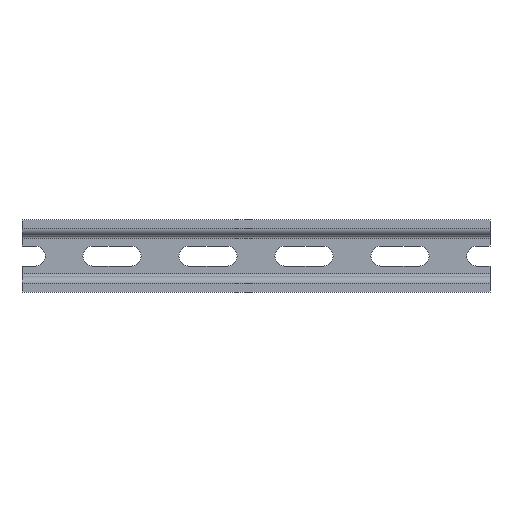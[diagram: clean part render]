
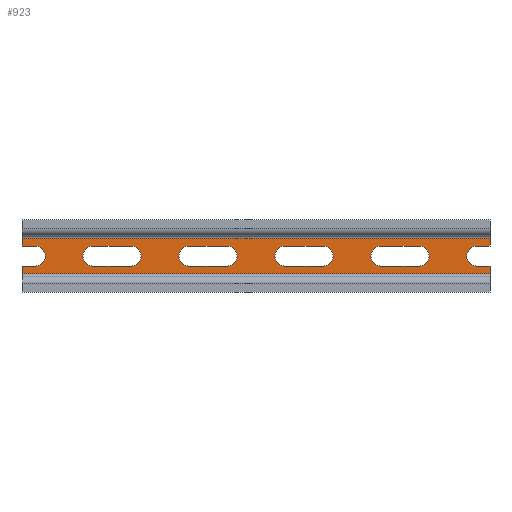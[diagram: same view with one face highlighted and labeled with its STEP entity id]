
A CAD part, top view. The second image highlights one B-rep face of the part: STEP entity #923.
In plain terms, the highlighted planar face has unit normal (0, 0, 1).
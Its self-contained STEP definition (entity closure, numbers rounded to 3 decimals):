
#19=FACE_BOUND('',#134,.T.);
#20=FACE_BOUND('',#135,.T.);
#21=FACE_BOUND('',#136,.T.);
#22=FACE_BOUND('',#137,.T.);
#83=FACE_OUTER_BOUND('',#133,.T.);
#133=EDGE_LOOP('',(#813,#814,#815,#816,#817,#818,#819,#820,#821,#822,#823,
#824));
#134=EDGE_LOOP('',(#825,#826,#827,#828));
#135=EDGE_LOOP('',(#829,#830,#831,#832));
#136=EDGE_LOOP('',(#833,#834,#835,#836));
#137=EDGE_LOOP('',(#837,#838,#839,#840));
#147=LINE('',#1313,#243);
#152=LINE('',#1330,#248);
#160=LINE('',#1355,#256);
#170=LINE('',#1384,#266);
#193=LINE('',#1451,#289);
#200=LINE('',#1464,#296);
#201=LINE('',#1470,#297);
#205=LINE('',#1479,#301);
#207=LINE('',#1486,#303);
#211=LINE('',#1495,#307);
#213=LINE('',#1502,#309);
#217=LINE('',#1511,#313);
#219=LINE('',#1518,#315);
#223=LINE('',#1527,#319);
#225=LINE('',#1533,#321);
#228=LINE('',#1538,#324);
#233=LINE('',#1550,#329);
#234=LINE('',#1552,#330);
#243=VECTOR('',#1045,10.);
#248=VECTOR('',#1058,10.);
#256=VECTOR('',#1076,10.);
#266=VECTOR('',#1096,10.);
#289=VECTOR('',#1159,10.);
#296=VECTOR('',#1176,10.);
#297=VECTOR('',#1183,10.);
#301=VECTOR('',#1193,10.);
#303=VECTOR('',#1201,10.);
#307=VECTOR('',#1211,10.);
#309=VECTOR('',#1219,10.);
#313=VECTOR('',#1229,10.);
#315=VECTOR('',#1237,10.);
#319=VECTOR('',#1247,10.);
#321=VECTOR('',#1255,10.);
#324=VECTOR('',#1260,10.);
#329=VECTOR('',#1279,10.);
#330=VECTOR('',#1282,10.);
#359=CIRCLE('',#991,2.1);
#360=CIRCLE('',#994,2.1);
#361=CIRCLE('',#997,2.1);
#362=CIRCLE('',#1000,2.1);
#363=CIRCLE('',#1003,2.1);
#364=CIRCLE('',#1006,2.1);
#365=CIRCLE('',#1009,2.1);
#366=CIRCLE('',#1012,2.1);
#367=CIRCLE('',#1015,2.1);
#368=CIRCLE('',#1019,2.1);
#378=VERTEX_POINT('',#1310);
#379=VERTEX_POINT('',#1312);
#386=VERTEX_POINT('',#1327);
#387=VERTEX_POINT('',#1329);
#398=VERTEX_POINT('',#1352);
#399=VERTEX_POINT('',#1354);
#412=VERTEX_POINT('',#1381);
#413=VERTEX_POINT('',#1383);
#437=VERTEX_POINT('',#1450);
#438=VERTEX_POINT('',#1462);
#439=VERTEX_POINT('',#1468);
#440=VERTEX_POINT('',#1469);
#441=VERTEX_POINT('',#1474);
#442=VERTEX_POINT('',#1478);
#443=VERTEX_POINT('',#1484);
#444=VERTEX_POINT('',#1485);
#445=VERTEX_POINT('',#1490);
#446=VERTEX_POINT('',#1494);
#447=VERTEX_POINT('',#1500);
#448=VERTEX_POINT('',#1501);
#449=VERTEX_POINT('',#1506);
#450=VERTEX_POINT('',#1510);
#451=VERTEX_POINT('',#1516);
#452=VERTEX_POINT('',#1517);
#453=VERTEX_POINT('',#1522);
#454=VERTEX_POINT('',#1526);
#455=VERTEX_POINT('',#1532);
#456=VERTEX_POINT('',#1536);
#466=EDGE_CURVE('',#379,#378,#147,.T.);
#474=EDGE_CURVE('',#387,#386,#152,.T.);
#486=EDGE_CURVE('',#399,#398,#160,.T.);
#500=EDGE_CURVE('',#413,#412,#170,.T.);
#535=EDGE_CURVE('',#437,#399,#193,.T.);
#542=EDGE_CURVE('',#412,#438,#200,.T.);
#543=EDGE_CURVE('',#438,#437,#359,.T.);
#544=EDGE_CURVE('',#439,#440,#201,.T.);
#547=EDGE_CURVE('',#440,#441,#360,.T.);
#549=EDGE_CURVE('',#441,#442,#205,.T.);
#551=EDGE_CURVE('',#442,#439,#361,.T.);
#552=EDGE_CURVE('',#443,#444,#207,.T.);
#555=EDGE_CURVE('',#444,#445,#362,.T.);
#557=EDGE_CURVE('',#445,#446,#211,.T.);
#559=EDGE_CURVE('',#446,#443,#363,.T.);
#560=EDGE_CURVE('',#447,#448,#213,.T.);
#563=EDGE_CURVE('',#448,#449,#364,.T.);
#565=EDGE_CURVE('',#449,#450,#217,.T.);
#567=EDGE_CURVE('',#450,#447,#365,.T.);
#568=EDGE_CURVE('',#451,#452,#219,.T.);
#571=EDGE_CURVE('',#452,#453,#366,.T.);
#573=EDGE_CURVE('',#453,#454,#223,.T.);
#575=EDGE_CURVE('',#454,#451,#367,.T.);
#576=EDGE_CURVE('',#455,#387,#225,.T.);
#579=EDGE_CURVE('',#378,#456,#228,.T.);
#580=EDGE_CURVE('',#456,#455,#368,.T.);
#585=EDGE_CURVE('',#386,#413,#233,.T.);
#586=EDGE_CURVE('',#379,#398,#234,.T.);
#813=ORIENTED_EDGE('',*,*,#474,.T.);
#814=ORIENTED_EDGE('',*,*,#585,.T.);
#815=ORIENTED_EDGE('',*,*,#500,.T.);
#816=ORIENTED_EDGE('',*,*,#542,.T.);
#817=ORIENTED_EDGE('',*,*,#543,.T.);
#818=ORIENTED_EDGE('',*,*,#535,.T.);
#819=ORIENTED_EDGE('',*,*,#486,.T.);
#820=ORIENTED_EDGE('',*,*,#586,.F.);
#821=ORIENTED_EDGE('',*,*,#466,.T.);
#822=ORIENTED_EDGE('',*,*,#579,.T.);
#823=ORIENTED_EDGE('',*,*,#580,.T.);
#824=ORIENTED_EDGE('',*,*,#576,.T.);
#825=ORIENTED_EDGE('',*,*,#549,.T.);
#826=ORIENTED_EDGE('',*,*,#551,.T.);
#827=ORIENTED_EDGE('',*,*,#544,.T.);
#828=ORIENTED_EDGE('',*,*,#547,.T.);
#829=ORIENTED_EDGE('',*,*,#557,.T.);
#830=ORIENTED_EDGE('',*,*,#559,.T.);
#831=ORIENTED_EDGE('',*,*,#552,.T.);
#832=ORIENTED_EDGE('',*,*,#555,.T.);
#833=ORIENTED_EDGE('',*,*,#565,.T.);
#834=ORIENTED_EDGE('',*,*,#567,.T.);
#835=ORIENTED_EDGE('',*,*,#560,.T.);
#836=ORIENTED_EDGE('',*,*,#563,.T.);
#837=ORIENTED_EDGE('',*,*,#573,.T.);
#838=ORIENTED_EDGE('',*,*,#575,.T.);
#839=ORIENTED_EDGE('',*,*,#568,.T.);
#840=ORIENTED_EDGE('',*,*,#571,.T.);
#879=PLANE('',#1025);
#923=ADVANCED_FACE('',(#83,#19,#20,#21,#22),#879,.T.);
#991=AXIS2_PLACEMENT_3D('',#1466,#1179,#1180);
#994=AXIS2_PLACEMENT_3D('',#1475,#1188,#1189);
#997=AXIS2_PLACEMENT_3D('',#1482,#1197,#1198);
#1000=AXIS2_PLACEMENT_3D('',#1491,#1206,#1207);
#1003=AXIS2_PLACEMENT_3D('',#1498,#1215,#1216);
#1006=AXIS2_PLACEMENT_3D('',#1507,#1224,#1225);
#1009=AXIS2_PLACEMENT_3D('',#1514,#1233,#1234);
#1012=AXIS2_PLACEMENT_3D('',#1523,#1242,#1243);
#1015=AXIS2_PLACEMENT_3D('',#1530,#1251,#1252);
#1019=AXIS2_PLACEMENT_3D('',#1540,#1263,#1264);
#1025=AXIS2_PLACEMENT_3D('',#1551,#1280,#1281);
#1045=DIRECTION('',(0.,-1.,0.));
#1058=DIRECTION('',(0.,-1.,0.));
#1076=DIRECTION('',(0.,1.,0.));
#1096=DIRECTION('',(0.,1.,0.));
#1159=DIRECTION('',(1.,0.,0.));
#1176=DIRECTION('',(-1.,0.,0.));
#1179=DIRECTION('center_axis',(0.,0.,-1.));
#1180=DIRECTION('ref_axis',(0.,1.,0.));
#1183=DIRECTION('',(-1.,0.,0.));
#1188=DIRECTION('center_axis',(0.,0.,-1.));
#1189=DIRECTION('ref_axis',(0.,1.,0.));
#1193=DIRECTION('',(1.,0.,0.));
#1197=DIRECTION('center_axis',(0.,0.,-1.));
#1198=DIRECTION('ref_axis',(0.,-1.,0.));
#1201=DIRECTION('',(-1.,0.,0.));
#1206=DIRECTION('center_axis',(0.,0.,-1.));
#1207=DIRECTION('ref_axis',(0.,1.,0.));
#1211=DIRECTION('',(1.,0.,0.));
#1215=DIRECTION('center_axis',(0.,0.,-1.));
#1216=DIRECTION('ref_axis',(0.,-1.,0.));
#1219=DIRECTION('',(-1.,0.,0.));
#1224=DIRECTION('center_axis',(0.,0.,-1.));
#1225=DIRECTION('ref_axis',(0.,1.,0.));
#1229=DIRECTION('',(1.,0.,0.));
#1233=DIRECTION('center_axis',(0.,0.,-1.));
#1234=DIRECTION('ref_axis',(0.,-1.,0.));
#1237=DIRECTION('',(-1.,0.,0.));
#1242=DIRECTION('center_axis',(0.,0.,-1.));
#1243=DIRECTION('ref_axis',(0.,1.,0.));
#1247=DIRECTION('',(1.,0.,0.));
#1251=DIRECTION('center_axis',(0.,0.,-1.));
#1252=DIRECTION('ref_axis',(0.,-1.,0.));
#1255=DIRECTION('',(-1.,0.,0.));
#1260=DIRECTION('',(1.,0.,0.));
#1263=DIRECTION('center_axis',(0.,0.,-1.));
#1264=DIRECTION('ref_axis',(0.,-1.,0.));
#1279=DIRECTION('',(1.,0.,0.));
#1280=DIRECTION('center_axis',(0.,0.,1.));
#1281=DIRECTION('ref_axis',(1.,0.,0.));
#1282=DIRECTION('',(1.,0.,0.));
#1310=CARTESIAN_POINT('',(451.,2.1,1.));
#1312=CARTESIAN_POINT('',(451.,3.75,1.));
#1313=CARTESIAN_POINT('',(451.,52.804,1.));
#1327=CARTESIAN_POINT('',(451.,-3.75,1.));
#1329=CARTESIAN_POINT('',(451.,-2.1,1.));
#1330=CARTESIAN_POINT('',(451.,52.804,1.));
#1352=CARTESIAN_POINT('',(549.,3.75,1.));
#1354=CARTESIAN_POINT('',(549.,2.1,1.));
#1355=CARTESIAN_POINT('',(549.,-60.123,1.));
#1381=CARTESIAN_POINT('',(549.,-2.1,1.));
#1383=CARTESIAN_POINT('',(549.,-3.75,1.));
#1384=CARTESIAN_POINT('',(549.,-60.123,1.));
#1450=CARTESIAN_POINT('',(546.25,2.1,1.));
#1451=CARTESIAN_POINT('',(273.125,2.1,1.));
#1462=CARTESIAN_POINT('',(546.25,-2.1,1.));
#1464=CARTESIAN_POINT('',(277.125,-2.1,1.));
#1466=CARTESIAN_POINT('Origin',(546.25,0.,1.));
#1468=CARTESIAN_POINT('',(534.15,-2.1,1.));
#1469=CARTESIAN_POINT('',(526.15,-2.1,1.));
#1470=CARTESIAN_POINT('',(267.075,-2.1,1.));
#1474=CARTESIAN_POINT('',(526.15,2.1,1.));
#1475=CARTESIAN_POINT('Origin',(526.15,0.,1.));
#1478=CARTESIAN_POINT('',(534.15,2.1,1.));
#1479=CARTESIAN_POINT('',(263.075,2.1,1.));
#1482=CARTESIAN_POINT('Origin',(534.15,0.,1.));
#1484=CARTESIAN_POINT('',(514.05,-2.1,1.));
#1485=CARTESIAN_POINT('',(506.05,-2.1,1.));
#1486=CARTESIAN_POINT('',(257.025,-2.1,1.));
#1490=CARTESIAN_POINT('',(506.05,2.1,1.));
#1491=CARTESIAN_POINT('Origin',(506.05,0.,1.));
#1494=CARTESIAN_POINT('',(514.05,2.1,1.));
#1495=CARTESIAN_POINT('',(253.025,2.1,1.));
#1498=CARTESIAN_POINT('Origin',(514.05,0.,1.));
#1500=CARTESIAN_POINT('',(493.95,-2.1,1.));
#1501=CARTESIAN_POINT('',(485.95,-2.1,1.));
#1502=CARTESIAN_POINT('',(246.975,-2.1,1.));
#1506=CARTESIAN_POINT('',(485.95,2.1,1.));
#1507=CARTESIAN_POINT('Origin',(485.95,0.,1.));
#1510=CARTESIAN_POINT('',(493.95,2.1,1.));
#1511=CARTESIAN_POINT('',(242.975,2.1,1.));
#1514=CARTESIAN_POINT('Origin',(493.95,0.,1.));
#1516=CARTESIAN_POINT('',(473.85,-2.1,1.));
#1517=CARTESIAN_POINT('',(465.85,-2.1,1.));
#1518=CARTESIAN_POINT('',(236.925,-2.1,1.));
#1522=CARTESIAN_POINT('',(465.85,2.1,1.));
#1523=CARTESIAN_POINT('Origin',(465.85,0.,1.));
#1526=CARTESIAN_POINT('',(473.85,2.1,1.));
#1527=CARTESIAN_POINT('',(232.925,2.1,1.));
#1530=CARTESIAN_POINT('Origin',(473.85,0.,1.));
#1532=CARTESIAN_POINT('',(453.75,-2.1,1.));
#1533=CARTESIAN_POINT('',(226.875,-2.1,1.));
#1536=CARTESIAN_POINT('',(453.75,2.1,1.));
#1538=CARTESIAN_POINT('',(222.875,2.1,1.));
#1540=CARTESIAN_POINT('Origin',(453.75,0.,1.));
#1550=CARTESIAN_POINT('',(0.,-3.75,1.));
#1551=CARTESIAN_POINT('Origin',(0.,-3.75,1.));
#1552=CARTESIAN_POINT('',(0.,3.75,1.));
